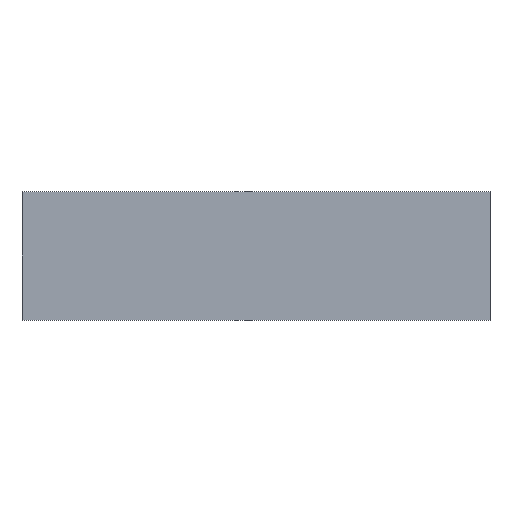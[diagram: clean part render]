
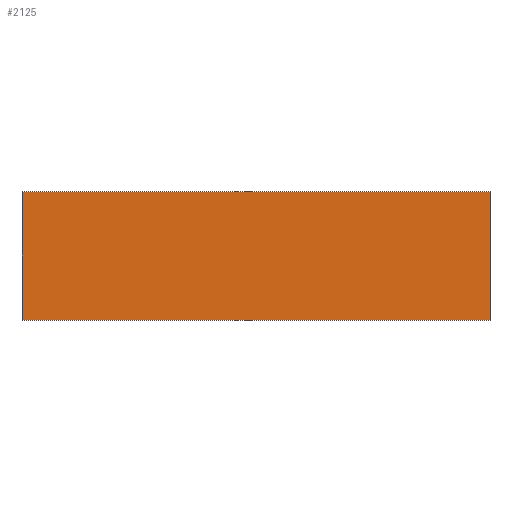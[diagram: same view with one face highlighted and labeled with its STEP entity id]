
A CAD part, front view. The second image highlights one B-rep face of the part: STEP entity #2125.
In plain terms, the highlighted free-form (B-spline) face has degree [1, 1] with [2, 2] control points.
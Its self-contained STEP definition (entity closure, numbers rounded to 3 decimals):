
#1356 = VERTEX_POINT('',#1357);
#1357 = CARTESIAN_POINT('',(-40.337,-30.253,0.));
#1362 = EDGE_CURVE('',#1363,#1356,#1365,.T.);
#1363 = VERTEX_POINT('',#1364);
#1364 = CARTESIAN_POINT('',(-40.337,-30.253,
    22.185));
#1365 = B_SPLINE_CURVE_WITH_KNOTS('',1,(#1366,#1367),.UNSPECIFIED.,.F.,
  .F.,(2,2),(-21.,1.),.PIECEWISE_BEZIER_KNOTS.);
#1366 = CARTESIAN_POINT('',(-40.337,-30.253,
    22.185));
#1367 = CARTESIAN_POINT('',(-40.337,-30.253,0.));
#2125 = ADVANCED_FACE('',(#2126),#2148,.F.);
#2126 = FACE_BOUND('',#2127,.T.);
#2127 = EDGE_LOOP('',(#2128,#2135,#2142,#2147));
#2128 = ORIENTED_EDGE('',*,*,#2129,.T.);
#2129 = EDGE_CURVE('',#1356,#2130,#2132,.T.);
#2130 = VERTEX_POINT('',#2131);
#2131 = CARTESIAN_POINT('',(40.337,-30.253,0.));
#2132 = B_SPLINE_CURVE_WITH_KNOTS('',1,(#2133,#2134),.UNSPECIFIED.,.F.,
  .F.,(2,2),(0.,80.),.PIECEWISE_BEZIER_KNOTS.);
#2133 = CARTESIAN_POINT('',(-40.337,-30.253,0.));
#2134 = CARTESIAN_POINT('',(40.337,-30.253,0.));
#2135 = ORIENTED_EDGE('',*,*,#2136,.F.);
#2136 = EDGE_CURVE('',#2137,#2130,#2139,.T.);
#2137 = VERTEX_POINT('',#2138);
#2138 = CARTESIAN_POINT('',(40.337,-30.253,
    22.185));
#2139 = B_SPLINE_CURVE_WITH_KNOTS('',1,(#2140,#2141),.UNSPECIFIED.,.F.,
  .F.,(2,2),(-21.,1.),.PIECEWISE_BEZIER_KNOTS.);
#2140 = CARTESIAN_POINT('',(40.337,-30.253,
    22.185));
#2141 = CARTESIAN_POINT('',(40.337,-30.253,0.));
#2142 = ORIENTED_EDGE('',*,*,#2143,.T.);
#2143 = EDGE_CURVE('',#2137,#1363,#2144,.T.);
#2144 = B_SPLINE_CURVE_WITH_KNOTS('',1,(#2145,#2146),.UNSPECIFIED.,.F.,
  .F.,(2,2),(0.,80.),.PIECEWISE_BEZIER_KNOTS.);
#2145 = CARTESIAN_POINT('',(40.337,-30.253,
    22.185));
#2146 = CARTESIAN_POINT('',(-40.337,-30.253,
    22.185));
#2147 = ORIENTED_EDGE('',*,*,#1362,.T.);
#2148 = B_SPLINE_SURFACE_WITH_KNOTS('',1,1,(
    (#2149,#2150)
    ,(#2151,#2152
    )),.UNSPECIFIED.,.F.,.F.,.F.,(2,2),(2,2),(-80.,0.),(-1.,21.),
  .PIECEWISE_BEZIER_KNOTS.);
#2149 = CARTESIAN_POINT('',(40.337,-30.253,0.));
#2150 = CARTESIAN_POINT('',(40.337,-30.253,
    22.185));
#2151 = CARTESIAN_POINT('',(-40.337,-30.253,0.));
#2152 = CARTESIAN_POINT('',(-40.337,-30.253,
    22.185));
